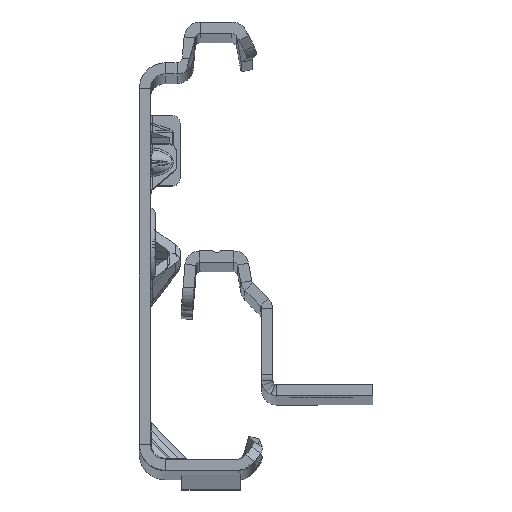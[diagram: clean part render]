
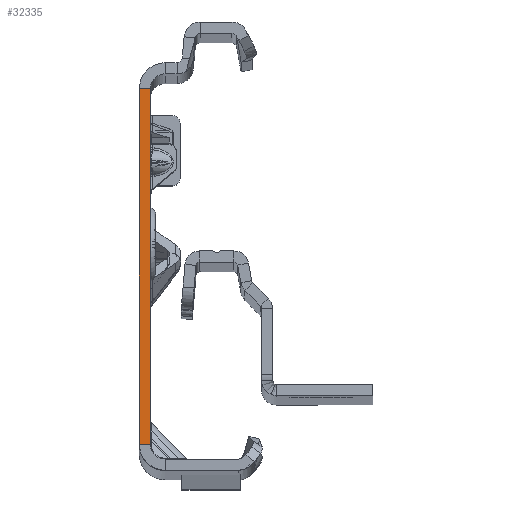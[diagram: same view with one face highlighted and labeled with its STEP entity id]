
A CAD part, top view. The second image highlights one B-rep face of the part: STEP entity #32335.
In plain terms, the highlighted planar face has unit normal (0, 0, 1).
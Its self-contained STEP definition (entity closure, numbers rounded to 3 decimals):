
#1681 = EDGE_CURVE ( 'NONE', #42065, #45471, #25029, .T. ) ;
#2074 = LINE ( 'NONE', #18442, #42555 ) ;
#3373 = CARTESIAN_POINT ( 'NONE',  ( 0., -25.865, 0. ) ) ;
#3468 = FACE_OUTER_BOUND ( 'NONE', #13517, .T. ) ;
#3738 = DIRECTION ( 'NONE',  ( 1., 0., 0. ) ) ;
#4442 = CARTESIAN_POINT ( 'NONE',  ( -1.5, -25.865, 0. ) ) ;
#5568 = VECTOR ( 'NONE', #28192, 1000. ) ;
#8548 = CARTESIAN_POINT ( 'NONE',  ( 0., -25.865, 0. ) ) ;
#9920 = DIRECTION ( 'NONE',  ( 0., -1., 0. ) ) ;
#10290 = DIRECTION ( 'NONE',  ( -1., 0., 0. ) ) ;
#12810 = CARTESIAN_POINT ( 'NONE',  ( -1.5, -27.865, 0. ) ) ;
#13517 = EDGE_LOOP ( 'NONE', ( #37611, #30388, #38161, #46160 ) ) ;
#13935 = VERTEX_POINT ( 'NONE', #48264 ) ;
#15709 = AXIS2_PLACEMENT_3D ( 'NONE', #12810, #24842, #3738 ) ;
#16439 = VECTOR ( 'NONE', #28439, 1000. ) ;
#17233 = VERTEX_POINT ( 'NONE', #19410 ) ;
#18442 = CARTESIAN_POINT ( 'NONE',  ( 0., 22.135, 0. ) ) ;
#19410 = CARTESIAN_POINT ( 'NONE',  ( -1.5, 22.135, 0. ) ) ;
#19484 = CARTESIAN_POINT ( 'NONE',  ( 0., -27.865, 0. ) ) ;
#22775 = EDGE_CURVE ( 'NONE', #13935, #42065, #40823, .T. ) ;
#24842 = DIRECTION ( 'NONE',  ( 0., 0., 1. ) ) ;
#25029 = LINE ( 'NONE', #3373, #16439 ) ;
#28192 = DIRECTION ( 'NONE',  ( 0., -1., 0. ) ) ;
#28439 = DIRECTION ( 'NONE',  ( -1., 0., 0. ) ) ;
#30388 = ORIENTED_EDGE ( 'NONE', *, *, #38505, .T. ) ;
#32335 = ADVANCED_FACE ( 'NONE', ( #3468 ), #34153, .T. ) ;
#34153 = PLANE ( 'NONE',  #15709 ) ;
#37611 = ORIENTED_EDGE ( 'NONE', *, *, #22775, .F. ) ;
#38161 = ORIENTED_EDGE ( 'NONE', *, *, #49333, .T. ) ;
#38505 = EDGE_CURVE ( 'NONE', #13935, #17233, #2074, .T. ) ;
#39615 = VECTOR ( 'NONE', #9920, 1000. ) ;
#40823 = LINE ( 'NONE', #19484, #5568 ) ;
#42065 = VERTEX_POINT ( 'NONE', #8548 ) ;
#42555 = VECTOR ( 'NONE', #10290, 1000. ) ;
#45471 = VERTEX_POINT ( 'NONE', #4442 ) ;
#46160 = ORIENTED_EDGE ( 'NONE', *, *, #1681, .F. ) ;
#48264 = CARTESIAN_POINT ( 'NONE',  ( 0., 22.135, 0. ) ) ;
#49333 = EDGE_CURVE ( 'NONE', #17233, #45471, #52882, .T. ) ;
#52319 = CARTESIAN_POINT ( 'NONE',  ( -1.5, -27.865, 0. ) ) ;
#52882 = LINE ( 'NONE', #52319, #39615 ) ;
